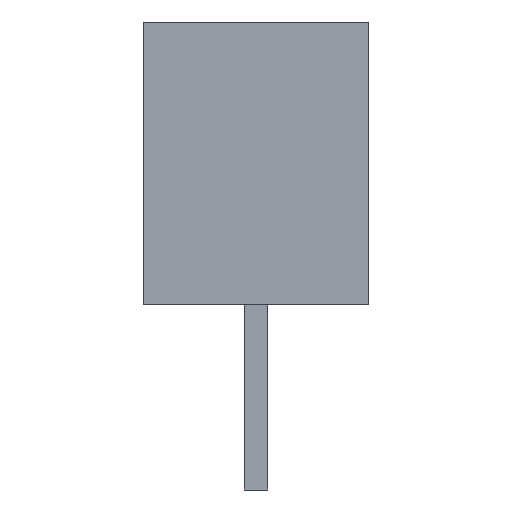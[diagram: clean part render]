
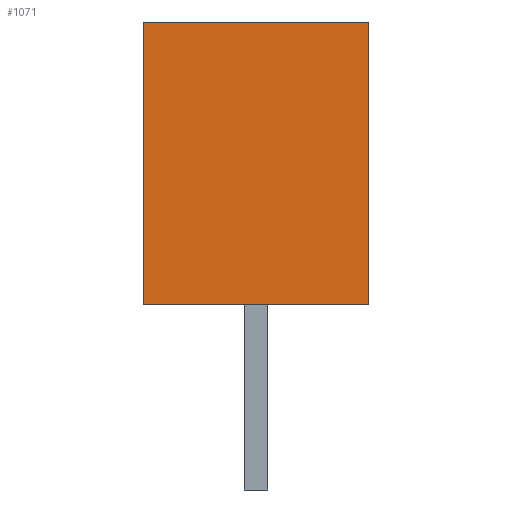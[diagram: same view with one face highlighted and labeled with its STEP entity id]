
A CAD part, front view. The second image highlights one B-rep face of the part: STEP entity #1071.
In plain terms, the highlighted planar face has unit normal (0, -1, 0).
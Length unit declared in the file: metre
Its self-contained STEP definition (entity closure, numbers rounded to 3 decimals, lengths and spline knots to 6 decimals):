
#161=ORIENTED_EDGE('',*,*,#430,.T.);
#162=ORIENTED_EDGE('',*,*,#431,.F.);
#163=ORIENTED_EDGE('',*,*,#421,.F.);
#164=ORIENTED_EDGE('',*,*,#429,.T.);
#421=EDGE_CURVE('',#559,#560,#653,.T.);
#429=EDGE_CURVE('',#559,#562,#661,.T.);
#430=EDGE_CURVE('',#562,#563,#662,.T.);
#431=EDGE_CURVE('',#560,#563,#663,.T.);
#559=VERTEX_POINT('',#1923);
#560=VERTEX_POINT('',#1925);
#562=VERTEX_POINT('',#1936);
#563=VERTEX_POINT('',#1940);
#653=LINE('',#1924,#789);
#661=LINE('',#1937,#797);
#662=LINE('',#1939,#798);
#663=LINE('',#1941,#799);
#789=VECTOR('',#1527,1.);
#797=VECTOR('',#1539,1.);
#798=VECTOR('',#1542,1.);
#799=VECTOR('',#1543,1.);
#889=EDGE_LOOP('',(#161,#162,#163,#164));
#957=FACE_BOUND('',#889,.T.);
#1012=PLANE('',#1411);
#1071=ADVANCED_FACE('',(#957),#1012,.F.);
#1411=AXIS2_PLACEMENT_3D('',#1938,#1540,#1541);
#1527=DIRECTION('',(1.,0.,0.));
#1539=DIRECTION('',(0.,0.,-1.));
#1540=DIRECTION('',(0.,1.,0.));
#1541=DIRECTION('',(0.,0.,1.));
#1542=DIRECTION('',(1.,0.,0.));
#1543=DIRECTION('',(0.,0.,-1.));
#1923=CARTESIAN_POINT('',(-0.00243,-0.01002,0.0061));
#1924=CARTESIAN_POINT('',(0.,-0.01002,0.0061));
#1925=CARTESIAN_POINT('',(0.00243,-0.01002,0.0061));
#1936=CARTESIAN_POINT('',(-0.00243,-0.01002,0.));
#1937=CARTESIAN_POINT('',(-0.00243,-0.01002,0.0061));
#1938=CARTESIAN_POINT('',(0.,-0.01002,0.0061));
#1939=CARTESIAN_POINT('',(0.,-0.01002,0.));
#1940=CARTESIAN_POINT('',(0.00243,-0.01002,0.));
#1941=CARTESIAN_POINT('',(0.00243,-0.01002,0.0061));
